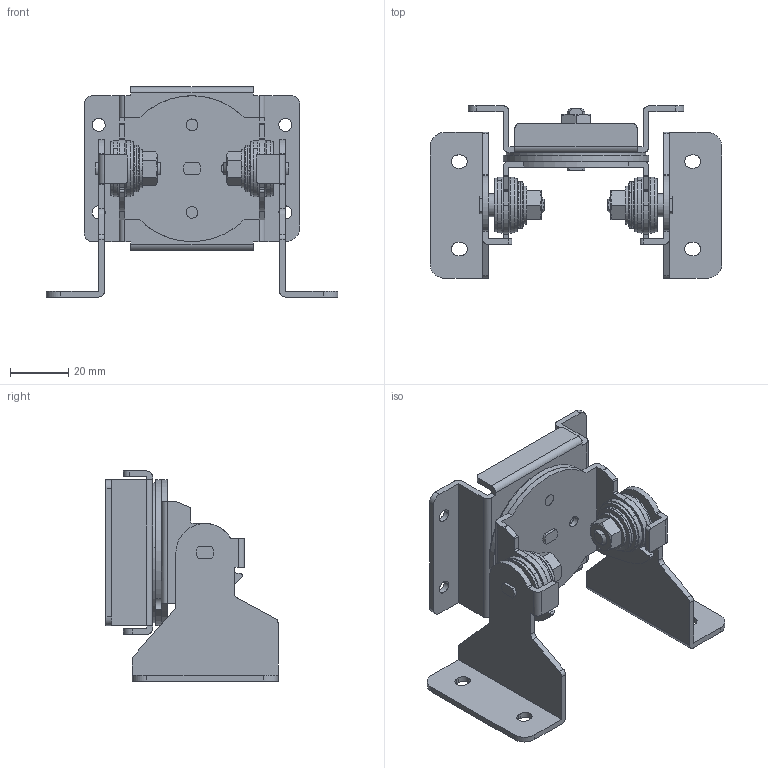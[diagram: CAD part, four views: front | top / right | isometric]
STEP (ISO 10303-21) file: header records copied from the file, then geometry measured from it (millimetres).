
FILE_DESCRIPTION((''),'2;1');
FILE_NAME('','2006-09-07T18:52:59',(''),(''),'','CADfix','');
FILE_SCHEMA(('AUTOMOTIVE_DESIGN'));
Length unit declared in the file: millimetre
Products named in the file (15): tray; disk; washer_A; washer_B; nut; shaft_A; washer_C; shaft_B; pin; bracket_E; bracket_D; bracket_C; bracket_B; bracket_A; TH_145_28519_36
Assembly tree (32 placements, depth 2):
  TH_145_28519_36
    tray  x5
    disk  x5
    washer_A  x6
    washer_B  x3
    nut  x3
    shaft_A  x2
    washer_C
    shaft_B
    pin
    bracket_E
    bracket_D
    bracket_C
    bracket_B
    bracket_A
Bounding box: 100 x 59 x 72 mm (x, y, z)
Volume: 40716.1 mm3; surface area: 50449.9 mm2
Topology: 32 solids, 32 shells, 496 faces, 1504 edges, 1078 vertices
Faces by surface type: bspline 496
Entity records: 11595 total; most frequent: CARTESIAN_POINT 5687, ORIENTED_EDGE 1926, EDGE_CURVE 963, VERTEX_POINT 679, QUASI_UNIFORM_CURVE 492, EDGE_LOOP 382, FACE_OUTER_BOUND 316, ADVANCED_FACE 316
